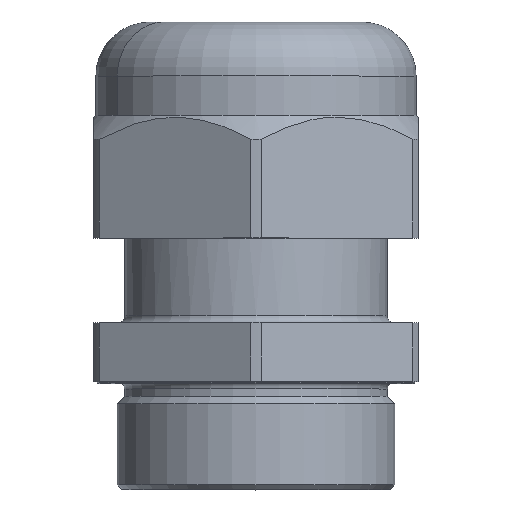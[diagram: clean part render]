
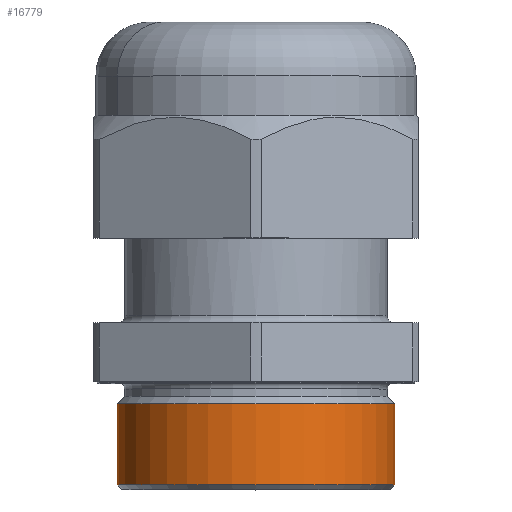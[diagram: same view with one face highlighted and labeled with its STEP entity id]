
A CAD part, top view. The second image highlights one B-rep face of the part: STEP entity #16779.
In plain terms, the highlighted cylindrical face has radius 14.15 mm (diameter 28.3 mm), a partial arc.
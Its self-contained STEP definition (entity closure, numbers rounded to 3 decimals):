
#915 = DIRECTION ( 'NONE',  ( 1., 0., 0. ) ) ;
#1381 = CIRCLE ( 'NONE', #10611, 14.15 ) ;
#1400 = ORIENTED_EDGE ( 'NONE', *, *, #14959, .F. ) ;
#4911 = DIRECTION ( 'NONE',  ( 0., -1., 0. ) ) ;
#5449 = CARTESIAN_POINT ( 'NONE',  ( 14.15, -10.01, 0. ) ) ;
#5474 = VERTEX_POINT ( 'NONE', #19859 ) ;
#7593 = AXIS2_PLACEMENT_3D ( 'NONE', #12953, #8977, #17061 ) ;
#8657 = CARTESIAN_POINT ( 'NONE',  ( 14.15, -18.25, 0. ) ) ;
#8670 = VECTOR ( 'NONE', #9573, 1000. ) ;
#8814 = EDGE_CURVE ( 'NONE', #15862, #22891, #9266, .T. ) ;
#8977 = DIRECTION ( 'NONE',  ( 0., -1., 0. ) ) ;
#9266 = CIRCLE ( 'NONE', #16151, 14.15 ) ;
#9573 = DIRECTION ( 'NONE',  ( 0., -1., 0. ) ) ;
#9728 = VECTOR ( 'NONE', #17203, 1000. ) ;
#10562 = EDGE_CURVE ( 'NONE', #24756, #5474, #1381, .T. ) ;
#10611 = AXIS2_PLACEMENT_3D ( 'NONE', #24951, #12958, #915 ) ;
#10859 = ORIENTED_EDGE ( 'NONE', *, *, #21824, .T. ) ;
#12849 = CYLINDRICAL_SURFACE ( 'NONE', #7593, 14.15 ) ;
#12953 = CARTESIAN_POINT ( 'NONE',  ( 0., 21.25, 0. ) ) ;
#12958 = DIRECTION ( 'NONE',  ( 0., -1., 0. ) ) ;
#14959 = EDGE_CURVE ( 'NONE', #24756, #15862, #20417, .T. ) ;
#15862 = VERTEX_POINT ( 'NONE', #8657 ) ;
#16151 = AXIS2_PLACEMENT_3D ( 'NONE', #16946, #4911, #18958 ) ;
#16313 = ORIENTED_EDGE ( 'NONE', *, *, #10562, .T. ) ;
#16779 = ADVANCED_FACE ( 'NONE', ( #25387 ), #12849, .T. ) ;
#16946 = CARTESIAN_POINT ( 'NONE',  ( 0., -18.25, 0. ) ) ;
#17061 = DIRECTION ( 'NONE',  ( 1., 0., 0. ) ) ;
#17203 = DIRECTION ( 'NONE',  ( 0., -1., 0. ) ) ;
#17738 = CARTESIAN_POINT ( 'NONE',  ( -14.15, -18.25, 0. ) ) ;
#18958 = DIRECTION ( 'NONE',  ( 1., 0., 0. ) ) ;
#19371 = LINE ( 'NONE', #25634, #8670 ) ;
#19859 = CARTESIAN_POINT ( 'NONE',  ( -14.15, -10.01, 0. ) ) ;
#20417 = LINE ( 'NONE', #25262, #9728 ) ;
#21824 = EDGE_CURVE ( 'NONE', #5474, #22891, #19371, .T. ) ;
#22296 = ORIENTED_EDGE ( 'NONE', *, *, #8814, .F. ) ;
#22891 = VERTEX_POINT ( 'NONE', #17738 ) ;
#23051 = EDGE_LOOP ( 'NONE', ( #16313, #10859, #22296, #1400 ) ) ;
#24756 = VERTEX_POINT ( 'NONE', #5449 ) ;
#24951 = CARTESIAN_POINT ( 'NONE',  ( 0., -10.01, 0. ) ) ;
#25262 = CARTESIAN_POINT ( 'NONE',  ( 14.15, 21.25, 0. ) ) ;
#25387 = FACE_OUTER_BOUND ( 'NONE', #23051, .T. ) ;
#25634 = CARTESIAN_POINT ( 'NONE',  ( -14.15, 21.25, 0. ) ) ;
